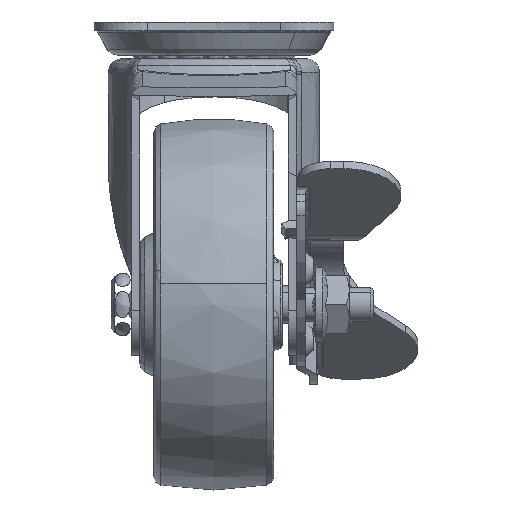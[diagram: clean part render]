
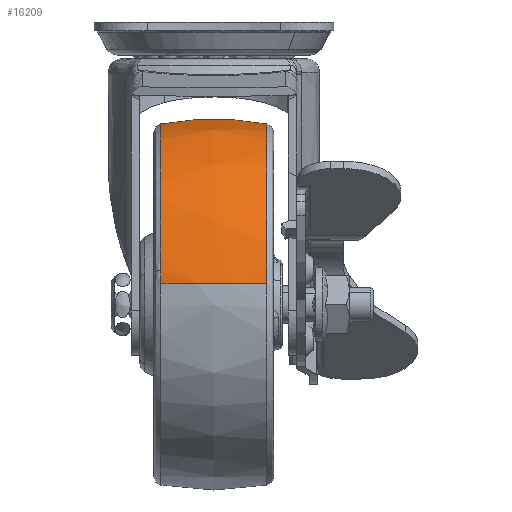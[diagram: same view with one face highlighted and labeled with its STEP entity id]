
A CAD part, left-side view. The second image highlights one B-rep face of the part: STEP entity #16209.
In plain terms, the highlighted free-form (B-spline) face has degree [2, 2] with [5, 5] control points.
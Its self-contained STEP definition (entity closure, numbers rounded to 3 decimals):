
#14958=CARTESIAN_POINT('',(-55.071,9.278,-42.073));
#14959=VERTEX_POINT('',#14958);
#14970=CARTESIAN_POINT('',(-24.0,9.278,-16.368));
#14971=VERTEX_POINT('',#14970);
#14972=CARTESIAN_POINT('',(-24.0,9.278,-16.368));
#14973=CARTESIAN_POINT('',(-25.594,9.278,-16.368));
#14974=CARTESIAN_POINT('',(-28.441,9.278,-16.584));
#14975=CARTESIAN_POINT('',(-31.954,9.278,-17.335));
#14976=CARTESIAN_POINT('',(-35.106,9.278,-18.328));
#14977=CARTESIAN_POINT('',(-38.675,9.278,-19.846));
#14978=CARTESIAN_POINT('',(-42.23,9.278,-22.029));
#14979=CARTESIAN_POINT('',(-45.759,9.278,-24.917));
#14980=CARTESIAN_POINT('',(-48.775,9.278,-28.119));
#14981=CARTESIAN_POINT('',(-51.404,9.278,-31.994));
#14982=CARTESIAN_POINT('',(-53.664,9.278,-36.603));
#14983=CARTESIAN_POINT('',(-54.666,9.278,-39.948));
#14984=CARTESIAN_POINT('',(-55.071,9.278,-42.073));
#14985=B_SPLINE_CURVE_WITH_KNOTS('',3,(#14972,#14973,#14974,#14975,#14976,#14977,#14978,#14979,#14980,#14981,#14982,#14983,#14984),.UNSPECIFIED.,.F.,.U.,(4,1,1,1,1,1,1,1,1,1,4),(0.,4.782,8.54,10.76,14.689,20.154,23.229,28.353,33.306,37.234,43.724),.UNSPECIFIED.);
#14986=EDGE_CURVE('',#14971,#14959,#14985,.T.);
#15080=CARTESIAN_POINT('',(-55.42,9.278,-44.348));
#15081=VERTEX_POINT('',#15080);
#15101=CARTESIAN_POINT('',(-55.071,9.278,-42.073));
#15102=CARTESIAN_POINT('',(-55.215,9.278,-42.827));
#15103=CARTESIAN_POINT('',(-55.331,9.278,-43.586));
#15104=CARTESIAN_POINT('',(-55.42,9.278,-44.348));
#15105=B_SPLINE_CURVE_WITH_KNOTS('',3,(#15101,#15102,#15103,#15104),.UNSPECIFIED.,.F.,.U.,(4,4),(0.,2.302),.UNSPECIFIED.);
#15106=EDGE_CURVE('',#14959,#15081,#15105,.T.);
#15324=CARTESIAN_POINT('',(-24.0,-9.278,-16.368));
#15325=VERTEX_POINT('',#15324);
#15342=CARTESIAN_POINT('',(-55.42,-9.278,-44.348));
#15343=VERTEX_POINT('',#15342);
#15344=CARTESIAN_POINT('',(-24.0,-9.278,-16.368));
#15345=CARTESIAN_POINT('',(-25.438,-9.278,-16.368));
#15346=CARTESIAN_POINT('',(-28.135,-9.278,-16.553));
#15347=CARTESIAN_POINT('',(-32.139,-9.278,-17.348));
#15348=CARTESIAN_POINT('',(-36.471,-9.278,-18.789));
#15349=CARTESIAN_POINT('',(-40.372,-9.278,-20.807));
#15350=CARTESIAN_POINT('',(-43.89,-9.278,-23.316));
#15351=CARTESIAN_POINT('',(-46.79,-9.278,-25.928));
#15352=CARTESIAN_POINT('',(-49.434,-9.278,-29.043));
#15353=CARTESIAN_POINT('',(-51.974,-9.278,-32.977));
#15354=CARTESIAN_POINT('',(-54.221,-9.278,-37.971));
#15355=CARTESIAN_POINT('',(-55.157,-9.278,-42.086));
#15356=CARTESIAN_POINT('',(-55.42,-9.278,-44.348));
#15357=B_SPLINE_CURVE_WITH_KNOTS('',3,(#15344,#15345,#15346,#15347,#15348,#15349,#15350,#15351,#15352,#15353,#15354,#15355,#15356),.UNSPECIFIED.,.F.,.U.,(4,1,1,1,1,1,1,1,1,1,4),(0.,4.315,8.091,12.226,17.979,21.215,25.171,29.665,33.441,39.194,46.026),.UNSPECIFIED.);
#15358=EDGE_CURVE('',#15325,#15343,#15357,.T.);
#16144=CARTESIAN_POINT('',(-24.0,-9.278,-16.368));
#16145=CARTESIAN_POINT('',(-24.,-6.699,-15.881));
#16146=CARTESIAN_POINT('',(-24.,-2.821,-15.461));
#16147=CARTESIAN_POINT('',(-24.,3.405,-15.516));
#16148=CARTESIAN_POINT('',(-24.,6.986,-15.935));
#16149=CARTESIAN_POINT('',(-24.0,9.278,-16.368));
#16150=B_SPLINE_CURVE_WITH_KNOTS('',3,(#16144,#16145,#16146,#16147,#16148,#16149),.UNSPECIFIED.,.F.,.U.,(4,1,1,4),(0.,7.874,11.666,18.665),.UNSPECIFIED.);
#16151=EDGE_CURVE('',#15325,#14971,#16150,.T.);
#16157=CARTESIAN_POINT('',(-55.42,-9.278,-44.348));
#16158=CARTESIAN_POINT('',(-55.868,-6.89,-44.296));
#16159=CARTESIAN_POINT('',(-56.296,-3.113,-44.246));
#16160=CARTESIAN_POINT('',(-56.296,3.113,-44.246));
#16161=CARTESIAN_POINT('',(-55.868,6.89,-44.296));
#16162=CARTESIAN_POINT('',(-55.42,9.278,-44.348));
#16163=B_SPLINE_CURVE_WITH_KNOTS('',3,(#16157,#16158,#16159,#16160,#16161,#16162),.UNSPECIFIED.,.F.,.U.,(4,1,1,4),(0.,7.291,11.374,18.665),.UNSPECIFIED.);
#16164=EDGE_CURVE('',#15343,#15081,#16163,.T.);
#16169=CARTESIAN_POINT('',(-23.796,-10.216,-16.555));
#16170=CARTESIAN_POINT('',(-23.789,-5.162,-15.5));
#16171=CARTESIAN_POINT('',(-23.789,0.0,-15.5));
#16172=CARTESIAN_POINT('',(-23.789,5.162,-15.5));
#16173=CARTESIAN_POINT('',(-23.796,10.216,-16.555));
#16174=CARTESIAN_POINT('',(-23.898,-10.216,-16.555));
#16175=CARTESIAN_POINT('',(-23.894,-5.162,-15.5));
#16176=CARTESIAN_POINT('',(-23.894,0.0,-15.5));
#16177=CARTESIAN_POINT('',(-23.894,5.162,-15.5));
#16178=CARTESIAN_POINT('',(-23.898,10.216,-16.555));
#16179=CARTESIAN_POINT('',(-52.002,-10.216,-16.555));
#16180=CARTESIAN_POINT('',(-52.941,-5.162,-15.5));
#16181=CARTESIAN_POINT('',(-52.941,0.0,-15.5));
#16182=CARTESIAN_POINT('',(-52.941,5.162,-15.5));
#16183=CARTESIAN_POINT('',(-52.002,10.216,-16.555));
#16184=CARTESIAN_POINT('',(-55.247,-10.216,-44.475));
#16185=CARTESIAN_POINT('',(-56.295,-5.162,-44.357));
#16186=CARTESIAN_POINT('',(-56.295,0.0,-44.357));
#16187=CARTESIAN_POINT('',(-56.295,5.162,-44.357));
#16188=CARTESIAN_POINT('',(-55.247,10.216,-44.475));
#16189=CARTESIAN_POINT('',(-55.26,-10.216,-44.581));
#16190=CARTESIAN_POINT('',(-56.308,-5.162,-44.466));
#16191=CARTESIAN_POINT('',(-56.308,0.0,-44.466));
#16192=CARTESIAN_POINT('',(-56.308,5.162,-44.466));
#16193=CARTESIAN_POINT('',(-55.26,10.216,-44.581));
#16201=(BOUNDED_SURFACE()B_SPLINE_SURFACE(2,2,((#16169,#16174,#16179,#16184,#16189),(#16170,#16175,#16180,#16185,#16190),(#16171,#16176,#16181,#16186,#16191),(#16172,#16177,#16182,#16187,#16192),(#16173,#16178,#16183,#16188,#16193)),.UNSPECIFIED.,.F.,.F.,.U.)B_SPLINE_SURFACE_WITH_KNOTS((3,2,3),(3,1,1,3),(0.0,10.546,21.092),(0.0,0.247,49.733,49.981),.UNSPECIFIED.)GEOMETRIC_REPRESENTATION_ITEM()RATIONAL_B_SPLINE_SURFACE(((0.951,0.95,0.693,0.909,0.91),(0.971,0.97,0.708,0.928,0.929),(1.003,1.001,0.731,0.958,0.959),(0.971,0.97,0.708,0.928,0.929),(0.951,0.95,0.693,0.909,0.91)))REPRESENTATION_ITEM('')SURFACE());
#16202=ORIENTED_EDGE('',*,*,#14986,.T.);
#16203=ORIENTED_EDGE('',*,*,#15106,.T.);
#16204=ORIENTED_EDGE('',*,*,#16164,.F.);
#16205=ORIENTED_EDGE('',*,*,#15358,.F.);
#16206=ORIENTED_EDGE('',*,*,#16151,.T.);
#16207=EDGE_LOOP('',(#16202,#16203,#16204,#16205,#16206));
#16208=FACE_OUTER_BOUND('',#16207,.T.);
#16209=ADVANCED_FACE('',(#16208),#16201,.T.);
